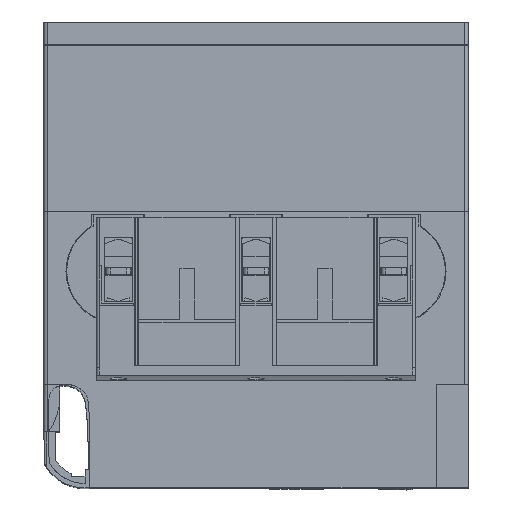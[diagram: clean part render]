
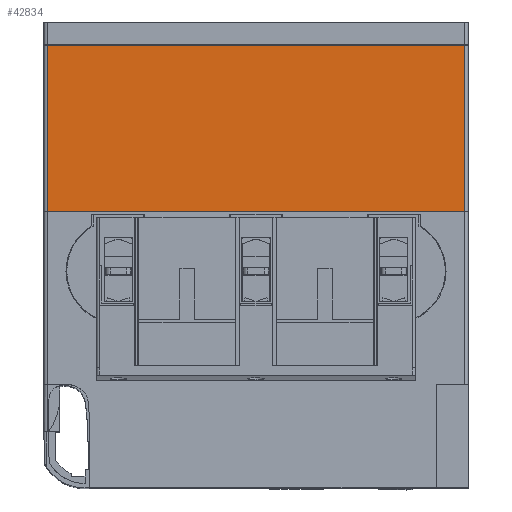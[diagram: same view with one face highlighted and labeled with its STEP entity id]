
A CAD part, top view. The second image highlights one B-rep face of the part: STEP entity #42834.
In plain terms, the highlighted planar face has unit normal (0, 0, 1).
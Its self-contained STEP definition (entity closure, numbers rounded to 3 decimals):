
#18816=VERTEX_POINT('',#54508);
#20650=VERTEX_POINT('',#56527);
#30452=EDGE_CURVE('',#18816,#20650,#67253,.T.);
#37328=EDGE_CURVE('',#18816,#50898,#74776,.T.);
#41270=EDGE_CURVE('',#50898,#49896,#79059,.T.);
#42834=ADVANCED_FACE('',(#80758),#80759,.T.);
#49896=VERTEX_POINT('',#88537);
#50898=VERTEX_POINT('',#89640);
#51650=EDGE_CURVE('',#20650,#49896,#90460,.T.);
#54508=CARTESIAN_POINT('',(-91.0,-10.0,127.8));
#56527=CARTESIAN_POINT('',(91.0,-10.0,127.8));
#67253=LINE('',#114654,#114655);
#74776=LINE('',#126962,#126963);
#79059=LINE('',#134083,#134084);
#80758=FACE_OUTER_BOUND('',#136913,.T.);
#80759=PLANE('',#136914);
#88537=CARTESIAN_POINT('',(91.0,-82.5,127.8));
#89640=CARTESIAN_POINT('',(-91.0,-82.5,127.8));
#90460=LINE('',#152376,#152377);
#114654=CARTESIAN_POINT('',(0.375,-10.0,127.8));
#114655=VECTOR('',#171223,1.0);
#126962=CARTESIAN_POINT('',(-91.0,0.0,127.8));
#126963=VECTOR('',#179052,1.0);
#134083=CARTESIAN_POINT('',(91.0,-82.5,127.8));
#134084=VECTOR('',#183449,1.0);
#136913=EDGE_LOOP('',(#185204,#185205,#185206,#185207));
#136914=AXIS2_PLACEMENT_3D('',#185208,#185209,#185210);
#152376=CARTESIAN_POINT('',(91.0,0.0,127.8));
#152377=VECTOR('',#196034,1.0);
#171223=DIRECTION('',(1.0,0.0,-0.0));
#179052=DIRECTION('',(0.0,-1.0,0.0));
#183449=DIRECTION('',(1.0,0.0,0.0));
#185204=ORIENTED_EDGE('',*,*,#30452,.F.);
#185205=ORIENTED_EDGE('',*,*,#37328,.T.);
#185206=ORIENTED_EDGE('',*,*,#41270,.T.);
#185207=ORIENTED_EDGE('',*,*,#51650,.F.);
#185208=CARTESIAN_POINT('',(-91.0,0.0,127.8));
#185209=DIRECTION('',(0.0,0.0,1.0));
#185210=DIRECTION('',(-1.0,0.0,0.0));
#196034=DIRECTION('',(0.0,-1.0,0.0));
